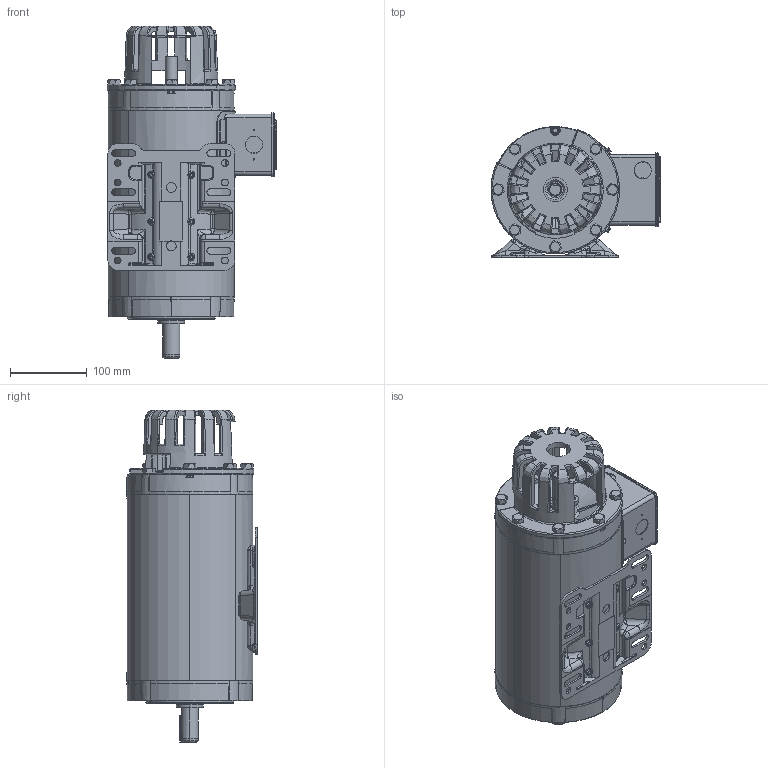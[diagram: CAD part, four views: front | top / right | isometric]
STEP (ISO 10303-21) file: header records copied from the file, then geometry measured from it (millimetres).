
FILE_DESCRIPTION (( 'STEP AP214' ), '1' );
FILE_NAME ('Y537-A772.STEP', '2022-01-13T15:43:04', ( '' ), ( '' ), 'SwSTEP 2.0', 'SolidWorks 2017', '' );
FILE_SCHEMA (( 'AUTOMOTIVE_DESIGN' ));
Length unit declared in the file: inch
Products named in the file (1): Y537-A772
Bounding box: 221.39 x 170.6 x 432.68 mm (x, y, z)
Volume: 1248040.1 mm3; surface area: 715587.3 mm2
Topology: 36 solids, 36 shells, 3811 faces, 10177 edges, 6422 vertices
Faces by surface type: plane 1253, bspline 963, cylinder 931, cone 664
Entity records: 162435 total; most frequent: CARTESIAN_POINT 75028, ORIENTED_EDGE 20208, DIRECTION 15714, EDGE_CURVE 10104, VERTEX_POINT 6422, AXIS2_PLACEMENT_3D 6103, EDGE_LOOP 4080, FACE_OUTER_BOUND 3811
